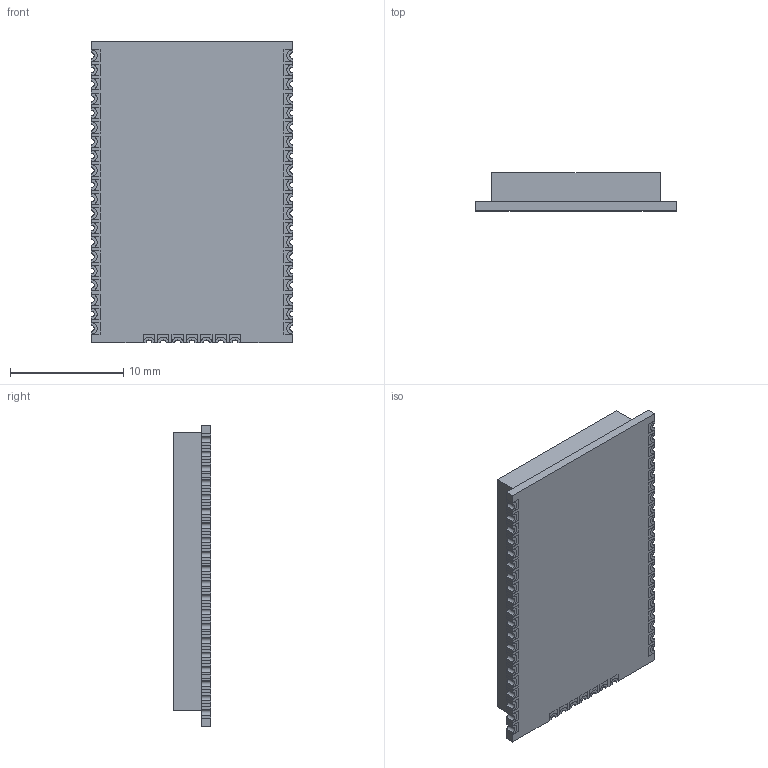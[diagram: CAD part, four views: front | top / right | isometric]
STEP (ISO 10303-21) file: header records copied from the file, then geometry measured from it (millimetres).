
FILE_DESCRIPTION (( 'STEP AP214' ), '1' );
FILE_NAME ('User Library-RN2903.STEP', '2018-10-29T17:48:37', ( '' ), ( '' ), 'SwSTEP 2.0', 'SolidWorks 2018', '' );
FILE_SCHEMA (( 'AUTOMOTIVE_DESIGN' ));
Length unit declared in the file: millimetre
Products named in the file (1): User Library-RN2903
Bounding box: 17.78 x 3.34 x 26.67 mm (x, y, z)
Volume: 1309.7 mm3; surface area: 2075.6 mm2
Topology: 49 solids, 49 shells, 465 faces, 1157 edges, 799 vertices
Faces by surface type: plane 303, cylinder 162
Entity records: 18876 total; most frequent: CARTESIAN_POINT 3122, DIRECTION 2369, ORIENTED_EDGE 2314, EDGE_CURVE 1157, VERTEX_POINT 799, AXIS2_PLACEMENT_3D 790, LINE 789, VECTOR 789
